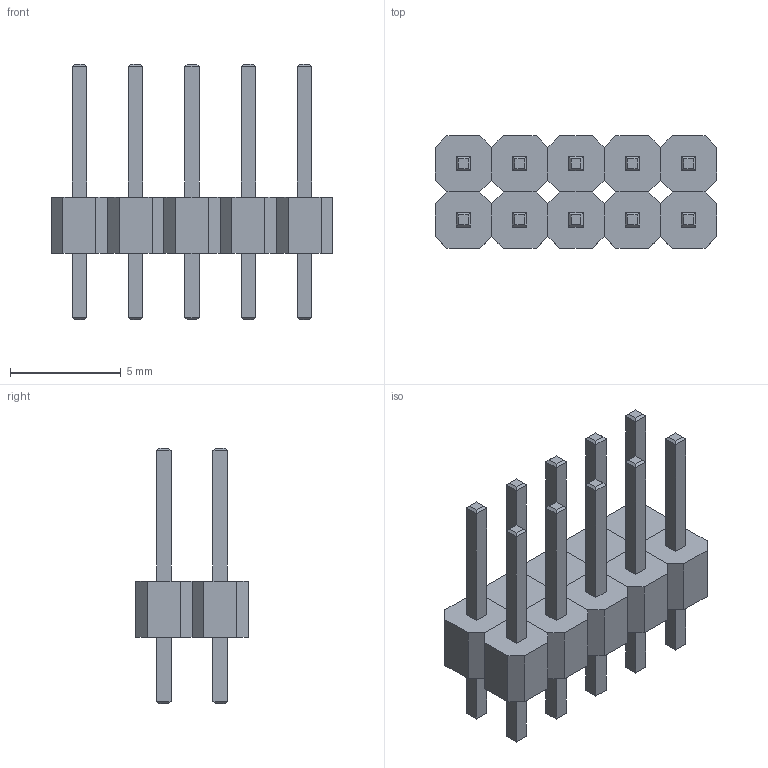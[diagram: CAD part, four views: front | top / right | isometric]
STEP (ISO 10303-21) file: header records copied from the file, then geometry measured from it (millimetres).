
FILE_DESCRIPTION(('FreeCAD Model'),'2;1');
FILE_NAME('Open CASCADE Shape Model','2022-02-11T21:33:03',('Author'),( ''),'Open CASCADE STEP processor 7.5','FreeCAD','Unknown');
FILE_SCHEMA(('AUTOMOTIVE_DESIGN { 1 0 10303 214 1 1 1 1 }'));
Length unit declared in the file: millimetre
Products named in the file (1): Header 10 pins
Bounding box: 12.7 x 5.08 x 11.54 mm (x, y, z)
Volume: 187.4 mm3; surface area: 574.9 mm2
Topology: 10 solids, 10 shells, 280 faces, 640 edges, 400 vertices
Faces by surface type: plane 280
Entity records: 17789 total; most frequent: CARTESIAN_POINT 2601, DIRECTION 2482, LINE 1920, VECTOR 1920, ORIENTED_EDGE 1280, PCURVE 1280, DEFINITIONAL_REPRESENTATION 1280, EDGE_CURVE 640
